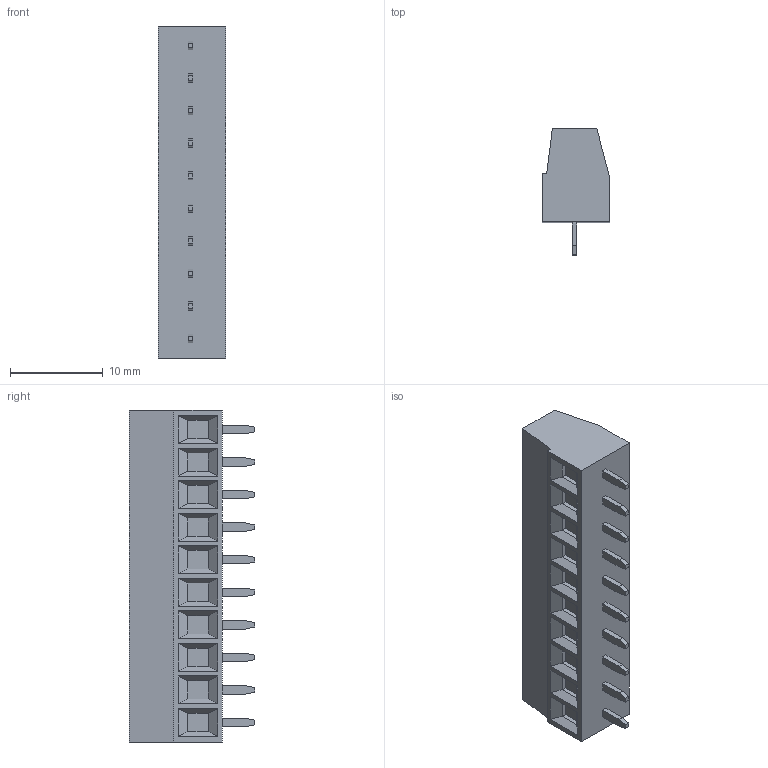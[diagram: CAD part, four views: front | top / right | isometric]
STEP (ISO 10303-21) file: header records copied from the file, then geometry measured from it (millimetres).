
FILE_DESCRIPTION((''),'2;1');
FILE_NAME('PRT0050','2024-10-31T',('yanfa'),(''),'PRO/ENGINEER BY PARAMETRIC TECHNOLOGY CORPORATION, 2009280','PRO/ENGINEER BY PARAMETRIC TECHNOLOGY CORPORATION, 2009280','');
FILE_SCHEMA(('AUTOMOTIVE_DESIGN_CC2 { 1 2 10303 214 -1 1 5 2 }'));
Length unit declared in the file: millimetre
Products named in the file (1): PRT0050
Bounding box: 7.3 x 13.5 x 35.7 mm (x, y, z)
Volume: 2206.6 mm3; surface area: 1761.4 mm2
Topology: 1 solids, 1 shells, 369 faces, 861 edges, 534 vertices
Faces by surface type: plane 229, cylinder 80, cone 40, torus 20
Entity records: 10475 total; most frequent: CARTESIAN_POINT 1944, DIRECTION 1779, ORIENTED_EDGE 1722, EDGE_CURVE 861, VECTOR 601, LINE 601, AXIS2_PLACEMENT_3D 589, VERTEX_POINT 534
